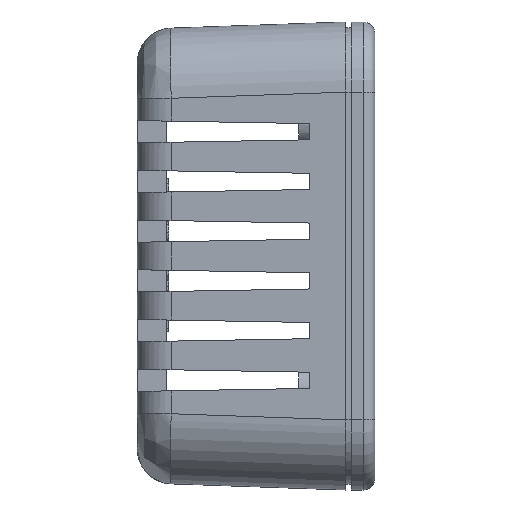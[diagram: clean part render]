
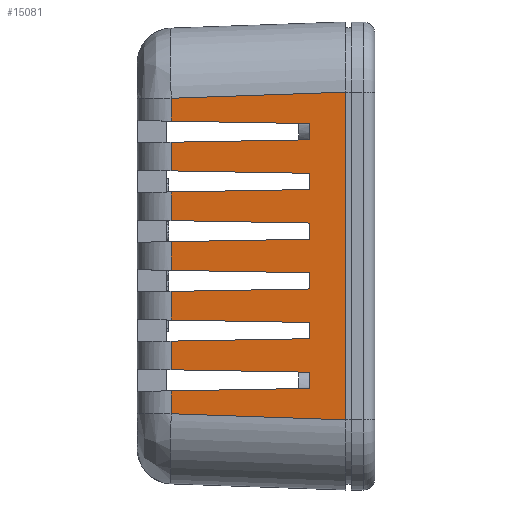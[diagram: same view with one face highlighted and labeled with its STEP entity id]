
A CAD part, left-side view. The second image highlights one B-rep face of the part: STEP entity #15081.
In plain terms, the highlighted face is planar.
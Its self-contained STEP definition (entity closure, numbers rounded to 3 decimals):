
#1762=FACE_OUTER_BOUND('',#2571,.T.);
#2571=EDGE_LOOP('',(#13782,#13783,#13784,#13785,#13786,#13787,#13788,#13789,
#13790,#13791,#13792,#13793,#13794,#13795,#13796,#13797,#13798,#13799,#13800,
#13801,#13802,#13803,#13804,#13805,#13806,#13807,#13808,#13809));
#3805=LINE('',#25538,#5428);
#3935=LINE('',#25897,#5558);
#3940=LINE('',#25911,#5563);
#3946=LINE('',#25925,#5569);
#3948=LINE('',#25930,#5571);
#3953=LINE('',#25944,#5576);
#3959=LINE('',#25958,#5582);
#3961=LINE('',#25963,#5584);
#3966=LINE('',#25977,#5589);
#3972=LINE('',#25991,#5595);
#3974=LINE('',#25996,#5597);
#3979=LINE('',#26010,#5602);
#3985=LINE('',#26024,#5608);
#3987=LINE('',#26029,#5610);
#3992=LINE('',#26043,#5615);
#3998=LINE('',#26057,#5621);
#4000=LINE('',#26061,#5623);
#4002=LINE('',#26066,#5625);
#4004=LINE('',#26069,#5627);
#4007=LINE('',#26076,#5630);
#4012=LINE('',#26091,#5635);
#4014=LINE('',#26096,#5637);
#4017=LINE('',#26103,#5640);
#4111=LINE('',#26329,#5734);
#4114=LINE('',#26334,#5737);
#4117=LINE('',#26339,#5740);
#4192=LINE('',#26702,#5815);
#4193=LINE('',#26735,#5816);
#5428=VECTOR('',#18684,10.);
#5558=VECTOR('',#18900,10.);
#5563=VECTOR('',#18911,10.);
#5569=VECTOR('',#18925,10.);
#5571=VECTOR('',#18929,10.);
#5576=VECTOR('',#18940,10.);
#5582=VECTOR('',#18954,10.);
#5584=VECTOR('',#18958,10.);
#5589=VECTOR('',#18969,10.);
#5595=VECTOR('',#18983,10.);
#5597=VECTOR('',#18987,10.);
#5602=VECTOR('',#18998,10.);
#5608=VECTOR('',#19012,10.);
#5610=VECTOR('',#19016,10.);
#5615=VECTOR('',#19027,10.);
#5621=VECTOR('',#19041,10.);
#5623=VECTOR('',#19045,10.);
#5625=VECTOR('',#19051,10.);
#5627=VECTOR('',#19055,10.);
#5630=VECTOR('',#19062,10.);
#5635=VECTOR('',#19081,10.);
#5637=VECTOR('',#19087,10.);
#5640=VECTOR('',#19094,10.);
#5734=VECTOR('',#19316,10.);
#5737=VECTOR('',#19321,10.);
#5740=VECTOR('',#19328,10.);
#5815=VECTOR('',#19651,10.);
#5816=VECTOR('',#19656,10.);
#6964=VERTEX_POINT('',#25535);
#6965=VERTEX_POINT('',#25537);
#7086=VERTEX_POINT('',#25895);
#7087=VERTEX_POINT('',#25896);
#7092=VERTEX_POINT('',#25909);
#7093=VERTEX_POINT('',#25910);
#7098=VERTEX_POINT('',#25928);
#7099=VERTEX_POINT('',#25929);
#7104=VERTEX_POINT('',#25942);
#7105=VERTEX_POINT('',#25943);
#7110=VERTEX_POINT('',#25961);
#7111=VERTEX_POINT('',#25962);
#7116=VERTEX_POINT('',#25975);
#7117=VERTEX_POINT('',#25976);
#7122=VERTEX_POINT('',#25994);
#7123=VERTEX_POINT('',#25995);
#7128=VERTEX_POINT('',#26008);
#7129=VERTEX_POINT('',#26009);
#7134=VERTEX_POINT('',#26027);
#7135=VERTEX_POINT('',#26028);
#7140=VERTEX_POINT('',#26041);
#7141=VERTEX_POINT('',#26042);
#7146=VERTEX_POINT('',#26060);
#7149=VERTEX_POINT('',#26074);
#7152=VERTEX_POINT('',#26090);
#7155=VERTEX_POINT('',#26101);
#7223=VERTEX_POINT('',#26328);
#7224=VERTEX_POINT('',#26333);
#8934=EDGE_CURVE('',#6964,#6965,#3805,.T.);
#9086=EDGE_CURVE('',#7086,#7087,#3935,.T.);
#9093=EDGE_CURVE('',#7092,#7093,#3940,.T.);
#9101=EDGE_CURVE('',#7093,#7086,#3946,.T.);
#9103=EDGE_CURVE('',#7098,#7099,#3948,.T.);
#9110=EDGE_CURVE('',#7104,#7105,#3953,.T.);
#9118=EDGE_CURVE('',#7105,#7098,#3959,.T.);
#9120=EDGE_CURVE('',#7110,#7111,#3961,.T.);
#9127=EDGE_CURVE('',#7116,#7117,#3966,.T.);
#9135=EDGE_CURVE('',#7117,#7110,#3972,.T.);
#9137=EDGE_CURVE('',#7122,#7123,#3974,.T.);
#9144=EDGE_CURVE('',#7128,#7129,#3979,.T.);
#9152=EDGE_CURVE('',#7129,#7122,#3985,.T.);
#9154=EDGE_CURVE('',#7134,#7135,#3987,.T.);
#9161=EDGE_CURVE('',#7140,#7141,#3992,.T.);
#9169=EDGE_CURVE('',#7141,#7134,#3998,.T.);
#9171=EDGE_CURVE('',#7116,#7146,#4000,.T.);
#9174=EDGE_CURVE('',#7104,#7111,#4002,.T.);
#9176=EDGE_CURVE('',#7092,#7099,#4004,.T.);
#9180=EDGE_CURVE('',#7149,#7087,#4007,.T.);
#9187=EDGE_CURVE('',#7140,#7152,#4012,.T.);
#9190=EDGE_CURVE('',#7128,#7135,#4014,.T.);
#9194=EDGE_CURVE('',#7155,#7123,#4017,.T.);
#9314=EDGE_CURVE('',#7223,#7146,#4111,.T.);
#9317=EDGE_CURVE('',#7155,#7224,#4114,.T.);
#9320=EDGE_CURVE('',#7224,#7223,#4117,.T.);
#9445=EDGE_CURVE('',#7152,#6964,#4192,.T.);
#9447=EDGE_CURVE('',#6965,#7149,#4193,.T.);
#13782=ORIENTED_EDGE('',*,*,#9086,.T.);
#13783=ORIENTED_EDGE('',*,*,#9180,.F.);
#13784=ORIENTED_EDGE('',*,*,#9447,.F.);
#13785=ORIENTED_EDGE('',*,*,#8934,.F.);
#13786=ORIENTED_EDGE('',*,*,#9445,.F.);
#13787=ORIENTED_EDGE('',*,*,#9187,.F.);
#13788=ORIENTED_EDGE('',*,*,#9161,.T.);
#13789=ORIENTED_EDGE('',*,*,#9169,.T.);
#13790=ORIENTED_EDGE('',*,*,#9154,.T.);
#13791=ORIENTED_EDGE('',*,*,#9190,.F.);
#13792=ORIENTED_EDGE('',*,*,#9144,.T.);
#13793=ORIENTED_EDGE('',*,*,#9152,.T.);
#13794=ORIENTED_EDGE('',*,*,#9137,.T.);
#13795=ORIENTED_EDGE('',*,*,#9194,.F.);
#13796=ORIENTED_EDGE('',*,*,#9317,.T.);
#13797=ORIENTED_EDGE('',*,*,#9320,.T.);
#13798=ORIENTED_EDGE('',*,*,#9314,.T.);
#13799=ORIENTED_EDGE('',*,*,#9171,.F.);
#13800=ORIENTED_EDGE('',*,*,#9127,.T.);
#13801=ORIENTED_EDGE('',*,*,#9135,.T.);
#13802=ORIENTED_EDGE('',*,*,#9120,.T.);
#13803=ORIENTED_EDGE('',*,*,#9174,.F.);
#13804=ORIENTED_EDGE('',*,*,#9110,.T.);
#13805=ORIENTED_EDGE('',*,*,#9118,.T.);
#13806=ORIENTED_EDGE('',*,*,#9103,.T.);
#13807=ORIENTED_EDGE('',*,*,#9176,.F.);
#13808=ORIENTED_EDGE('',*,*,#9093,.T.);
#13809=ORIENTED_EDGE('',*,*,#9101,.T.);
#14310=PLANE('',#16094);
#15081=ADVANCED_FACE('',(#1762),#14310,.T.);
#16094=AXIS2_PLACEMENT_3D('',#26802,#19667,#19668);
#18684=DIRECTION('',(1.,0.,0.));
#18900=DIRECTION('',(0.017,0.999,0.035));
#18911=DIRECTION('',(0.017,-0.999,-0.035));
#18925=DIRECTION('',(1.,0.,0.));
#18929=DIRECTION('',(0.017,0.999,0.035));
#18940=DIRECTION('',(0.017,-0.999,-0.035));
#18954=DIRECTION('',(1.,0.,0.));
#18958=DIRECTION('',(0.017,0.999,0.035));
#18969=DIRECTION('',(0.017,-0.999,-0.035));
#18983=DIRECTION('',(1.,0.,0.));
#18987=DIRECTION('',(0.017,0.999,0.035));
#18998=DIRECTION('',(0.017,-0.999,-0.035));
#19012=DIRECTION('',(1.,0.,0.));
#19016=DIRECTION('',(0.017,0.999,0.035));
#19027=DIRECTION('',(0.017,-0.999,-0.035));
#19041=DIRECTION('',(1.,0.,0.));
#19045=DIRECTION('',(-1.,0.,0.));
#19051=DIRECTION('',(-1.,0.,0.));
#19055=DIRECTION('',(-1.,0.,0.));
#19062=DIRECTION('',(-1.,0.,0.));
#19081=DIRECTION('',(-1.,0.,0.));
#19087=DIRECTION('',(-1.,0.,0.));
#19094=DIRECTION('',(-1.,0.,0.));
#19316=DIRECTION('',(0.017,0.999,0.035));
#19321=DIRECTION('',(0.017,-0.999,-0.035));
#19328=DIRECTION('',(1.,0.,0.));
#19651=DIRECTION('',(-0.035,-0.999,-0.035));
#19656=DIRECTION('',(-0.035,0.999,0.035));
#19667=DIRECTION('center_axis',(0.,0.035,
-0.999));
#19668=DIRECTION('ref_axis',(-1.,0.,0.));
#25535=CARTESIAN_POINT('',(-14.004,0.,-20.));
#25537=CARTESIAN_POINT('',(14.004,0.,-20.));
#25538=CARTESIAN_POINT('',(-20.,0.,-20.));
#25895=CARTESIAN_POINT('',(11.318,3.05,-19.893));
#25896=CARTESIAN_POINT('',(11.524,14.905,-19.48));
#25897=CARTESIAN_POINT('',(11.416,8.68,-19.697));
#25909=CARTESIAN_POINT('',(9.726,14.905,-19.48));
#25910=CARTESIAN_POINT('',(9.932,3.05,-19.893));
#25911=CARTESIAN_POINT('',(9.827,9.109,-19.682));
#25925=CARTESIAN_POINT('',(-4.688,3.05,-19.893));
#25928=CARTESIAN_POINT('',(7.068,3.05,-19.893));
#25929=CARTESIAN_POINT('',(7.274,14.905,-19.48));
#25930=CARTESIAN_POINT('',(7.166,8.717,-19.696));
#25942=CARTESIAN_POINT('',(5.476,14.905,-19.48));
#25943=CARTESIAN_POINT('',(5.682,3.05,-19.893));
#25944=CARTESIAN_POINT('',(5.577,9.072,-19.683));
#25958=CARTESIAN_POINT('',(-6.813,3.05,-19.893));
#25961=CARTESIAN_POINT('',(2.818,3.05,-19.893));
#25962=CARTESIAN_POINT('',(3.024,14.905,-19.48));
#25963=CARTESIAN_POINT('',(2.917,8.754,-19.694));
#25975=CARTESIAN_POINT('',(1.226,14.905,-19.48));
#25976=CARTESIAN_POINT('',(1.432,3.05,-19.893));
#25977=CARTESIAN_POINT('',(1.328,9.035,-19.684));
#25991=CARTESIAN_POINT('',(-8.938,3.05,-19.893));
#25994=CARTESIAN_POINT('',(-5.682,3.05,-19.893));
#25995=CARTESIAN_POINT('',(-5.476,14.905,-19.48));
#25996=CARTESIAN_POINT('',(-5.582,8.828,-19.692));
#26008=CARTESIAN_POINT('',(-7.274,14.905,-19.48));
#26009=CARTESIAN_POINT('',(-7.068,3.05,-19.893));
#26010=CARTESIAN_POINT('',(-7.171,8.961,-19.687));
#26024=CARTESIAN_POINT('',(-13.188,3.05,-19.893));
#26027=CARTESIAN_POINT('',(-9.932,3.05,-19.893));
#26028=CARTESIAN_POINT('',(-9.726,14.905,-19.48));
#26029=CARTESIAN_POINT('',(-9.831,8.865,-19.69));
#26041=CARTESIAN_POINT('',(-11.524,14.905,-19.48));
#26042=CARTESIAN_POINT('',(-11.318,3.05,-19.893));
#26043=CARTESIAN_POINT('',(-11.42,8.924,-19.688));
#26057=CARTESIAN_POINT('',(-15.313,3.05,-19.893));
#26060=CARTESIAN_POINT('',(-1.226,14.905,-19.48));
#26061=CARTESIAN_POINT('',(-10.,14.905,-19.48));
#26066=CARTESIAN_POINT('',(-10.,14.905,-19.48));
#26069=CARTESIAN_POINT('',(-10.,14.905,-19.48));
#26074=CARTESIAN_POINT('',(13.483,14.905,-19.48));
#26076=CARTESIAN_POINT('',(-10.,14.905,-19.48));
#26090=CARTESIAN_POINT('',(-13.483,14.905,-19.48));
#26091=CARTESIAN_POINT('',(-10.,14.905,-19.48));
#26096=CARTESIAN_POINT('',(-10.,14.905,-19.48));
#26101=CARTESIAN_POINT('',(-3.024,14.905,-19.48));
#26103=CARTESIAN_POINT('',(-10.,14.905,-19.48));
#26328=CARTESIAN_POINT('',(-1.432,3.05,-19.893));
#26329=CARTESIAN_POINT('',(-1.332,8.791,-19.693));
#26333=CARTESIAN_POINT('',(-2.818,3.05,-19.893));
#26334=CARTESIAN_POINT('',(-2.921,8.998,-19.686));
#26339=CARTESIAN_POINT('',(-11.063,3.05,-19.893));
#26702=CARTESIAN_POINT('',(-13.987,0.488,-19.983));
#26735=CARTESIAN_POINT('',(13.987,0.488,-19.983));
#26802=CARTESIAN_POINT('Origin',(-20.,0.,-20.));
